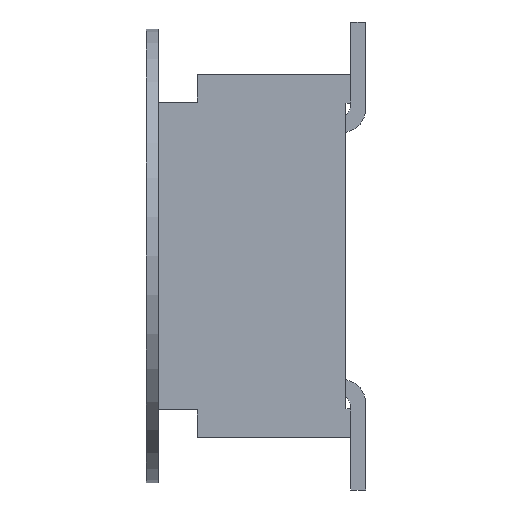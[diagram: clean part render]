
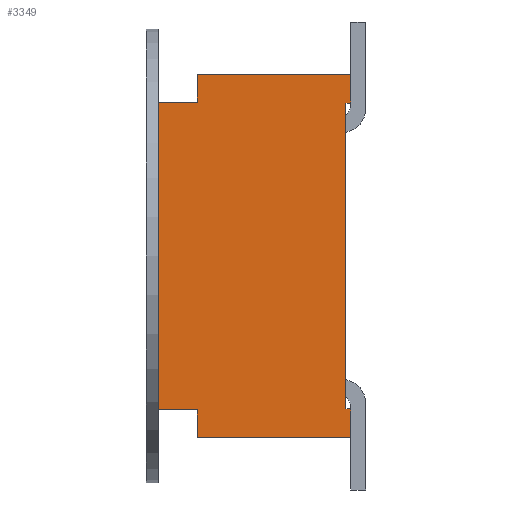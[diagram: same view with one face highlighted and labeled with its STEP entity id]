
A CAD part, left-side view. The second image highlights one B-rep face of the part: STEP entity #3349.
In plain terms, the highlighted planar face has unit normal (-1, 0, 0).
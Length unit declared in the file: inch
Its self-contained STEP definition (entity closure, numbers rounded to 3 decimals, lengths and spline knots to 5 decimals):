
#96=ORIENTED_EDGE('',*,*,#1064,.T.);
#97=ORIENTED_EDGE('',*,*,#1065,.T.);
#98=ORIENTED_EDGE('',*,*,#1066,.F.);
#99=ORIENTED_EDGE('',*,*,#1067,.T.);
#100=ORIENTED_EDGE('',*,*,#1068,.T.);
#101=ORIENTED_EDGE('',*,*,#1069,.T.);
#102=ORIENTED_EDGE('',*,*,#1070,.T.);
#103=ORIENTED_EDGE('',*,*,#1071,.T.);
#104=ORIENTED_EDGE('',*,*,#1072,.T.);
#105=ORIENTED_EDGE('',*,*,#1073,.T.);
#106=ORIENTED_EDGE('',*,*,#1074,.T.);
#107=ORIENTED_EDGE('',*,*,#1075,.F.);
#1064=EDGE_CURVE('',#1548,#1549,#1852,.T.);
#1065=EDGE_CURVE('',#1549,#1550,#1853,.T.);
#1066=EDGE_CURVE('',#1551,#1550,#1854,.T.);
#1067=EDGE_CURVE('',#1551,#1552,#1855,.T.);
#1068=EDGE_CURVE('',#1552,#1553,#1856,.T.);
#1069=EDGE_CURVE('',#1553,#1554,#1857,.T.);
#1070=EDGE_CURVE('',#1554,#1555,#1858,.T.);
#1071=EDGE_CURVE('',#1555,#1556,#1859,.T.);
#1072=EDGE_CURVE('',#1556,#1557,#1860,.T.);
#1073=EDGE_CURVE('',#1557,#1558,#1861,.T.);
#1074=EDGE_CURVE('',#1558,#1559,#1862,.T.);
#1075=EDGE_CURVE('',#1548,#1559,#1863,.T.);
#1548=VERTEX_POINT('',#4738);
#1549=VERTEX_POINT('',#4739);
#1550=VERTEX_POINT('',#4741);
#1551=VERTEX_POINT('',#4743);
#1552=VERTEX_POINT('',#4745);
#1553=VERTEX_POINT('',#4747);
#1554=VERTEX_POINT('',#4749);
#1555=VERTEX_POINT('',#4751);
#1556=VERTEX_POINT('',#4753);
#1557=VERTEX_POINT('',#4755);
#1558=VERTEX_POINT('',#4757);
#1559=VERTEX_POINT('',#4759);
#1852=LINE('',#4737,#2296);
#1853=LINE('',#4740,#2297);
#1854=LINE('',#4742,#2298);
#1855=LINE('',#4744,#2299);
#1856=LINE('',#4746,#2300);
#1857=LINE('',#4748,#2301);
#1858=LINE('',#4750,#2302);
#1859=LINE('',#4752,#2303);
#1860=LINE('',#4754,#2304);
#1861=LINE('',#4756,#2305);
#1862=LINE('',#4758,#2306);
#1863=LINE('',#4760,#2307);
#2296=VECTOR('',#3821,39.37008);
#2297=VECTOR('',#3822,39.37008);
#2298=VECTOR('',#3823,39.37008);
#2299=VECTOR('',#3824,39.37008);
#2300=VECTOR('',#3825,39.37008);
#2301=VECTOR('',#3826,39.37008);
#2302=VECTOR('',#3827,39.37008);
#2303=VECTOR('',#3828,39.37008);
#2304=VECTOR('',#3829,39.37008);
#2305=VECTOR('',#3830,39.37008);
#2306=VECTOR('',#3831,39.37008);
#2307=VECTOR('',#3832,39.37008);
#2740=EDGE_LOOP('',(#96,#97,#98,#99,#100,#101,#102,#103,#104,#105,#106,
#107));
#2958=FACE_BOUND('',#2740,.T.);
#3176=PLANE('',#3581);
#3349=ADVANCED_FACE('',(#2958),#3176,.F.);
#3581=AXIS2_PLACEMENT_3D('',#4736,#3819,#3820);
#3819=DIRECTION('',(1.,0.,0.));
#3820=DIRECTION('',(0.,0.,-1.));
#3821=DIRECTION('',(0.,0.,-1.));
#3822=DIRECTION('',(0.,1.,0.));
#3823=DIRECTION('',(0.,0.,1.));
#3824=DIRECTION('',(0.,-1.,0.));
#3825=DIRECTION('',(0.,0.,-1.));
#3826=DIRECTION('',(0.,-1.,0.));
#3827=DIRECTION('',(0.,0.,1.));
#3828=DIRECTION('',(0.,1.,0.));
#3829=DIRECTION('',(0.,0.,1.));
#3830=DIRECTION('',(0.,-1.,0.));
#3831=DIRECTION('',(0.,0.,1.));
#3832=DIRECTION('',(0.,-1.,0.));
#4736=CARTESIAN_POINT('',(0.,0.0835,-0.07875));
#4737=CARTESIAN_POINT('',(0.,0.0665,0.11675));
#4738=CARTESIAN_POINT('',(0.,0.0665,0.07875));
#4739=CARTESIAN_POINT('',(0.,0.0665,0.06675));
#4740=CARTESIAN_POINT('',(0.,0.0665,0.06675));
#4741=CARTESIAN_POINT('',(0.,0.0835,0.06675));
#4742=CARTESIAN_POINT('',(0.,0.0835,-0.07875));
#4743=CARTESIAN_POINT('',(0.,0.0835,-0.06675));
#4744=CARTESIAN_POINT('',(0.,0.0835,-0.06675));
#4745=CARTESIAN_POINT('',(0.,0.0665,-0.06675));
#4746=CARTESIAN_POINT('',(0.,0.0665,-0.06675));
#4747=CARTESIAN_POINT('',(0.,0.0665,-0.07875));
#4748=CARTESIAN_POINT('',(0.,0.0835,-0.07875));
#4749=CARTESIAN_POINT('',(0.,0.,-0.07875));
#4750=CARTESIAN_POINT('',(0.,0.,-0.07875));
#4751=CARTESIAN_POINT('',(0.,0.,-0.06635));
#4752=CARTESIAN_POINT('',(0.,0.,-0.06635));
#4753=CARTESIAN_POINT('',(0.,0.002,-0.06635));
#4754=CARTESIAN_POINT('',(0.,0.002,-0.06635));
#4755=CARTESIAN_POINT('',(0.,0.002,0.06635));
#4756=CARTESIAN_POINT('',(0.,0.002,0.06635));
#4757=CARTESIAN_POINT('',(0.,0.,0.06635));
#4758=CARTESIAN_POINT('',(0.,0.,-0.07875));
#4759=CARTESIAN_POINT('',(0.,0.,0.07875));
#4760=CARTESIAN_POINT('',(0.,0.0835,0.07875));
